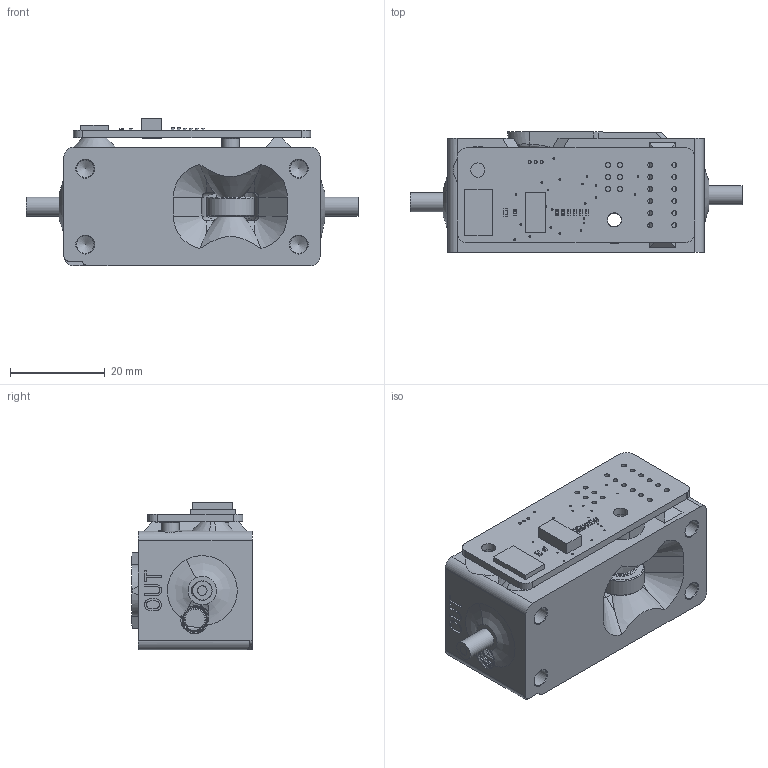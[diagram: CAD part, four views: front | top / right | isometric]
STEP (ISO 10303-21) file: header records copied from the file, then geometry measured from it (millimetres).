
FILE_DESCRIPTION(/* description */ (''),/* implementation_level */ '2;1');
FILE_NAME(/* name */ 'assAll v34.step',/* time_stamp */ '2021-02-18T15:37:46+01:00',/* author */ (''),/* organization */ (''),/* preprocessor_version */ 'ST-DEVELOPER v18.1',/* originating_system */ 'Autodesk Translation Framework v9.7.1.1290',/* authorisation */ '');
FILE_SCHEMA (('AUTOMOTIVE_DESIGN { 1 0 10303 214 3 1 1 }'));
Length unit declared in the file: millimetre
Products named in the file (18): assAll; LeverNew; BlockNew; 7804K128 (1); SpringPlunger; Filament; PTFE (1); BlockClearance; filaSens; Board; Packages; LEDC1608X35N_FLAT-Y; Model; TACTILE_SWITCH_SMD_6.2MM_TALL; SIP3-UA; SOIC8; C0402; R0402
Assembly tree (22 placements, depth 5):
  assAll
    LeverNew
    BlockNew
      7804K128 (1)
    SpringPlunger
    Filament
    PTFE (1)
    BlockClearance
    filaSens
      Board
      Packages
        LEDC1608X35N_FLAT-Y
          Model
        TACTILE_SWITCH_SMD_6.2MM_TALL
        SIP3-UA
        SOIC8
        C0402  x2
        R0402  x5
Bounding box: 70 x 25.43 x 31.16 mm (x, y, z)
Volume: 28552.9 mm3; surface area: 17966.6 mm2
Topology: 40 solids, 40 shells, 1272 faces, 3107 edges, 1914 vertices
Faces by surface type: plane 389, cylinder 383, bspline 266, sphere 140, cone 48, torus 46
Full cylindrical faces by diameter (mm): 0.3 x10, 0.35 x15, 0.6 x3, 1.016 x18, 2 x4, 2.9 x6, 3 x3, 3.7 x6, 4 x2, 4.6 x2, 5.035 x11, 5.973 x4, 6 x1, 6.147 x7, 7 x1, 7.027 x4, 10 x1
Entity records: 37664 total; most frequent: CARTESIAN_POINT 14481, ORIENTED_EDGE 5060, DIRECTION 3930, EDGE_CURVE 2530, VERTEX_POINT 1632, AXIS2_PLACEMENT_3D 1399, EDGE_LOOP 1146, LINE 1132
